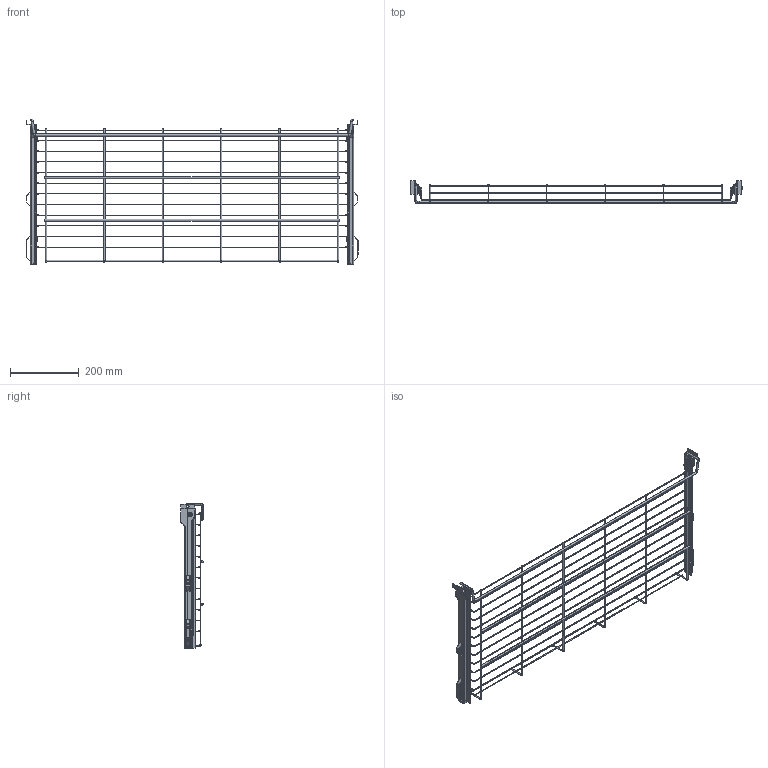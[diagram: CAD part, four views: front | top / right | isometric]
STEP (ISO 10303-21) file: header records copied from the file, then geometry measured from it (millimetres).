
FILE_DESCRIPTION (( 'STEP AP203' ), '1' );
FILE_NAME ('LM 644.STEP', '2023-02-22T13:26:46', ( '' ), ( '' ), 'SwSTEP 2.0', 'SolidWorks 2021', '' );
FILE_SCHEMA (( 'CONFIG_CONTROL_DESIGN' ));
Length unit declared in the file: millimetre
Products named in the file (14): 11116_MirrorDefault; 11116; 10027; 11117_MirrorDefault; 12183_MirrorDefault; 10027_MirrorDefault; 12184; 10026_MirrorDefault; 10026; 11117; LM 644; 12183; 12184_MirrorDefault; 12442_Default<As Machined>
Assembly tree (17 placements, depth 3):
  LM 644
    12442_Default<As Machined>
    12184
      12183
      10026
      10027
    11117
      11116
      10026
      10027
    12184_MirrorDefault
      12183_MirrorDefault
      10026_MirrorDefault
      10027_MirrorDefault
    11117_MirrorDefault
      11116_MirrorDefault
      10026_MirrorDefault
      10027_MirrorDefault
Bounding box: 966.4 x 65.2 x 424.68 mm (x, y, z)
Volume: 279519.7 mm3; surface area: 356421 mm2
Topology: 47 solids, 47 shells, 1150 faces, 2726 edges, 1682 vertices
Faces by surface type: cylinder 484, plane 460, torus 174, cone 20, bspline 12
Entity records: 31212 total; most frequent: CARTESIAN_POINT 5742, DIRECTION 5314, ORIENTED_EDGE 4816, EDGE_CURVE 2408, AXIS2_PLACEMENT_3D 2026, VERTEX_POINT 1486, LINE 1262, VECTOR 1262
